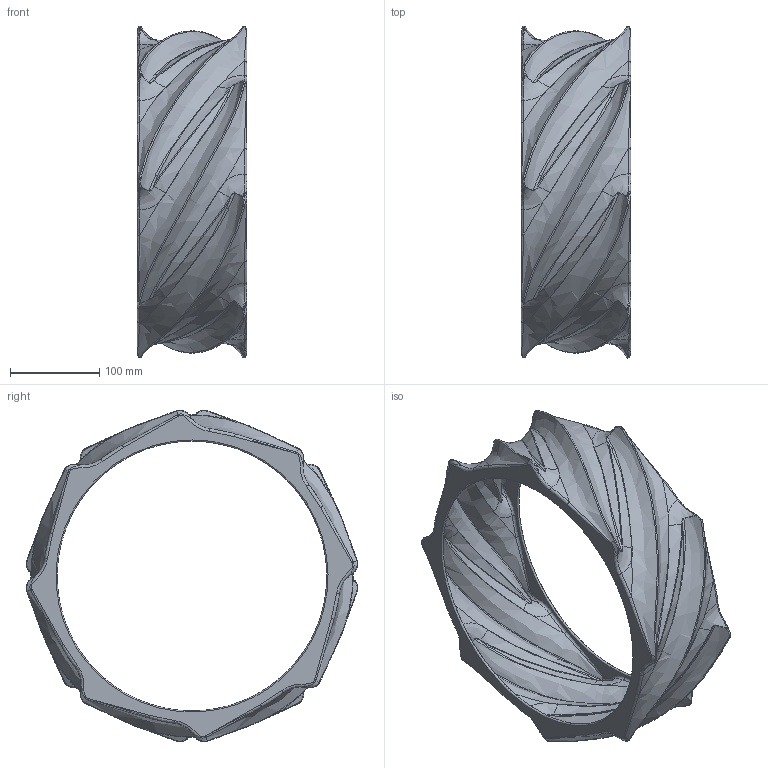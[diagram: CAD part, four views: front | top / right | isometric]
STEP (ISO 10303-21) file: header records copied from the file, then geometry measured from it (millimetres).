
FILE_DESCRIPTION(('FreeCAD Model'),'2;1');
FILE_NAME('Open CASCADE Shape Model','2025-05-04T08:37:08',('FreeCAD'),( 'FreeCAD'),'Open CASCADE STEP processor 7.6','FreeCAD','Unknown');
FILE_SCHEMA(('AUTOMOTIVE_DESIGN { 1 0 10303 214 1 1 1 1 }'));
Products named in the file (1): Open CASCADE STEP translator 7.6 1
Bounding box: 122.91 x 371.14 x 371.14 mm (x, y, z)
Volume: 1156844.2 mm3; surface area: 358466.3 mm2
Topology: 1 solids, 1 shells, 614 faces, 1446 edges, 804 vertices
Faces by surface type: bspline 614
Entity records: 49535 total; most frequent: CARTESIAN_POINT 41208, ORIENTED_EDGE 2828, EDGE_CURVE 1414, B_SPLINE_CURVE_WITH_KNOTS 866, VERTEX_POINT 804, FACE_BOUND 618, EDGE_LOOP 618, ADVANCED_FACE 614
